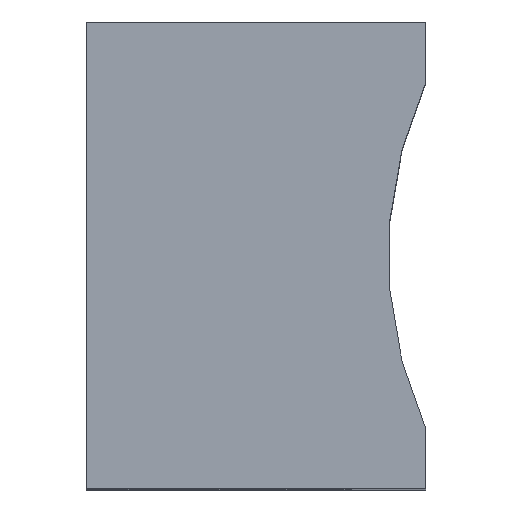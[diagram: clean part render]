
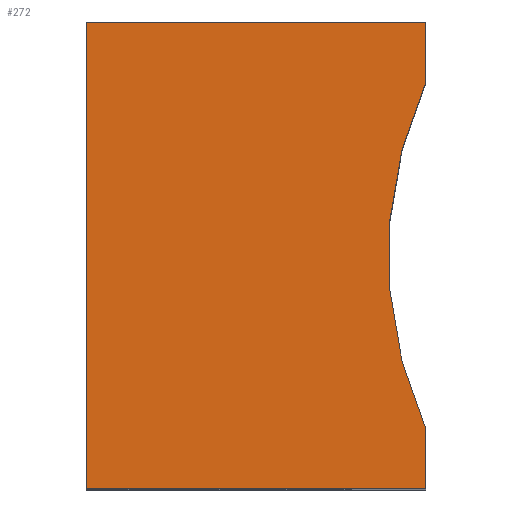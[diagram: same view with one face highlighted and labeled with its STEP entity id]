
A CAD part, top view. The second image highlights one B-rep face of the part: STEP entity #272.
In plain terms, the highlighted planar face has unit normal (0, 0, 1).
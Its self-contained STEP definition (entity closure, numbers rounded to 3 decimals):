
#25=LINE('',#437,#47);
#32=LINE('',#551,#54);
#33=LINE('',#552,#55);
#34=LINE('',#554,#56);
#35=LINE('',#555,#57);
#47=VECTOR('',#336,10.);
#54=VECTOR('',#367,10.);
#55=VECTOR('',#368,10.);
#56=VECTOR('',#369,10.);
#57=VECTOR('',#370,10.);
#68=PLANE('',#317);
#82=FACE_OUTER_BOUND('',#99,.T.);
#99=EDGE_LOOP('',(#224,#225,#226,#227,#228,#229));
#114=CIRCLE('',#316,22.5);
#129=VERTEX_POINT('',#434);
#130=VERTEX_POINT('',#436);
#140=VERTEX_POINT('',#542);
#142=VERTEX_POINT('',#546);
#143=VERTEX_POINT('',#550);
#144=VERTEX_POINT('',#553);
#156=EDGE_CURVE('',#129,#130,#25,.T.);
#173=EDGE_CURVE('',#140,#142,#114,.T.);
#174=EDGE_CURVE('',#142,#143,#32,.T.);
#175=EDGE_CURVE('',#130,#143,#33,.T.);
#176=EDGE_CURVE('',#129,#144,#34,.T.);
#177=EDGE_CURVE('',#144,#140,#35,.T.);
#224=ORIENTED_EDGE('',*,*,#173,.T.);
#225=ORIENTED_EDGE('',*,*,#174,.T.);
#226=ORIENTED_EDGE('',*,*,#175,.F.);
#227=ORIENTED_EDGE('',*,*,#156,.F.);
#228=ORIENTED_EDGE('',*,*,#176,.T.);
#229=ORIENTED_EDGE('',*,*,#177,.T.);
#272=ADVANCED_FACE('',(#82),#68,.T.);
#316=AXIS2_PLACEMENT_3D('',#548,#363,#364);
#317=AXIS2_PLACEMENT_3D('',#549,#365,#366);
#336=DIRECTION('',(0.,1.,0.));
#363=DIRECTION('center_axis',(0.,0.,-1.));
#364=DIRECTION('ref_axis',(1.,0.,0.));
#365=DIRECTION('center_axis',(0.,0.,1.));
#366=DIRECTION('ref_axis',(1.,0.,0.));
#367=DIRECTION('',(0.,1.,0.));
#368=DIRECTION('',(1.,0.,0.));
#369=DIRECTION('',(1.,0.,0.));
#370=DIRECTION('',(0.,1.,0.));
#434=CARTESIAN_POINT('',(-18.2,0.,0.));
#436=CARTESIAN_POINT('',(-18.2,25.,0.));
#437=CARTESIAN_POINT('',(-18.2,0.,0.));
#542=CARTESIAN_POINT('',(0.,3.226,0.));
#546=CARTESIAN_POINT('',(0.,21.774,0.));
#548=CARTESIAN_POINT('Origin',(20.5,12.5,0.));
#549=CARTESIAN_POINT('Origin',(-18.2,0.,0.));
#550=CARTESIAN_POINT('',(0.,25.,0.));
#551=CARTESIAN_POINT('',(0.,0.,0.));
#552=CARTESIAN_POINT('',(-18.2,25.,0.));
#553=CARTESIAN_POINT('',(0.,0.,0.));
#554=CARTESIAN_POINT('',(-18.2,0.,0.));
#555=CARTESIAN_POINT('',(0.,0.,0.));
